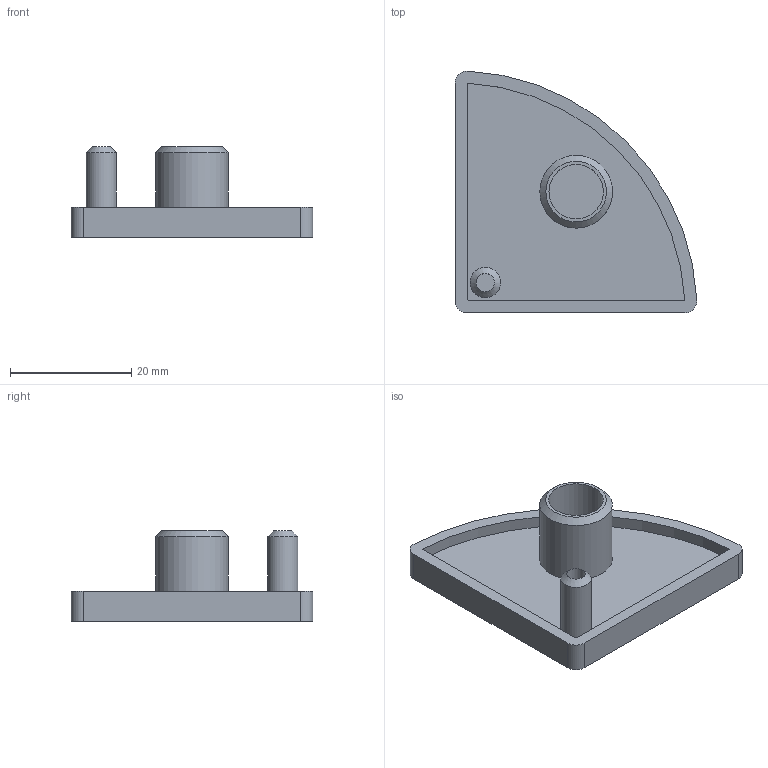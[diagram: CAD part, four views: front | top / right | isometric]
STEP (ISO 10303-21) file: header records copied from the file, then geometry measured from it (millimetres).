
FILE_DESCRIPTION(/* description */ ('Tappo 40x40 raggiato'),/* implementation_level */ '2;1');
FILE_NAME(/* name */ 'CC40-40R.stp',/* time_stamp */ '2022-06-17T14:02:18+02:00',/* author */ ('USER'),/* organization */ ('Microsoft'),/* preprocessor_version */ 'ST-DEVELOPER v18.1',/* originating_system */ 'Autodesk Inventor 2021',/* authorisation */ '');
FILE_SCHEMA (('AUTOMOTIVE_DESIGN { 1 0 10303 214 3 1 1 }'));
Length unit declared in the file: millimetre
Products named in the file (1): CC40-40R
Bounding box: 39.94 x 39.94 x 15 mm (x, y, z)
Volume: 5017.3 mm3; surface area: 4522.7 mm2
Topology: 1 solids, 1 shells, 22 faces, 45 edges, 29 vertices
Faces by surface type: cylinder 10, plane 10, cone 2
Full cylindrical faces by diameter (mm): 3 x1, 5 x1, 9 x1, 12 x1
Entity records: 627 total; most frequent: DIRECTION 112, CARTESIAN_POINT 97, ORIENTED_EDGE 90, EDGE_CURVE 45, AXIS2_PLACEMENT_3D 44, VERTEX_POINT 29, EDGE_LOOP 26, LINE 24
